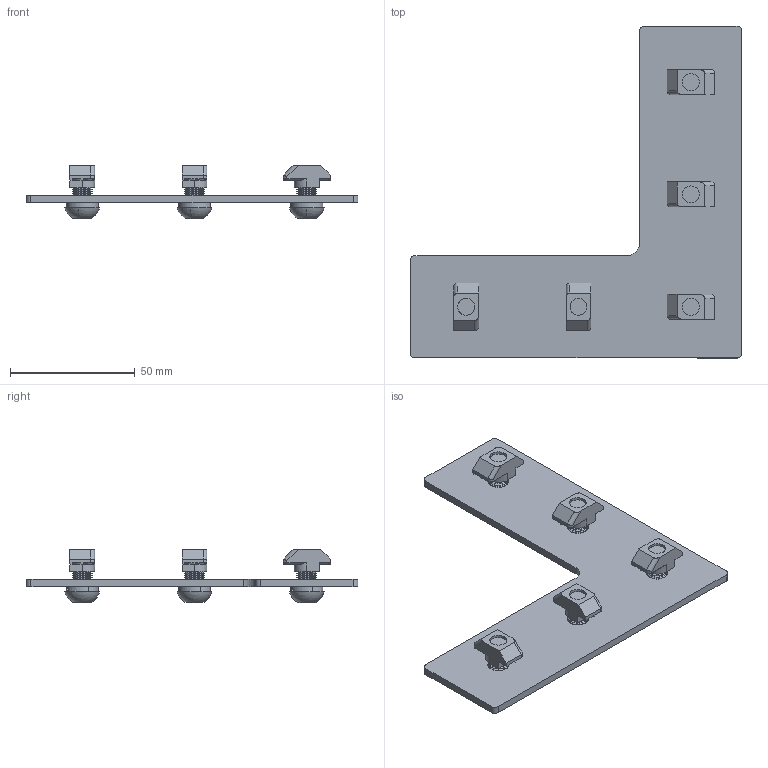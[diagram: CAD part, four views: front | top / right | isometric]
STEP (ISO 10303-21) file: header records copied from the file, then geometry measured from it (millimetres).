
FILE_DESCRIPTION (( 'STEP AP203' ), '1' );
FILE_NAME ('3.53.45.4545.01.STI.STEP', '2016-12-28T02:20:19', ( 'user' ), ( '' ), 'SwSTEP 2.0', 'SolidWorks 2012', '' );
FILE_SCHEMA (( 'CONFIG_CONTROL_DESIGN' ));
Length unit declared in the file: millimetre
Products named in the file (1): 3.53.45.4545.01.STI
Bounding box: 133 x 133 x 21.5 mm (x, y, z)
Volume: 37517.4 mm3; surface area: 31068.2 mm2
Topology: 16 solids, 16 shells, 959 faces, 2076 edges, 1159 vertices
Faces by surface type: cone 360, plane 323, cylinder 266, sphere 10
Entity records: 25469 total; most frequent: DIRECTION 4618, CARTESIAN_POINT 4535, ORIENTED_EDGE 4152, EDGE_CURVE 2076, AXIS2_PLACEMENT_3D 1692, LINE 1234, VECTOR 1234, VERTEX_POINT 1159
